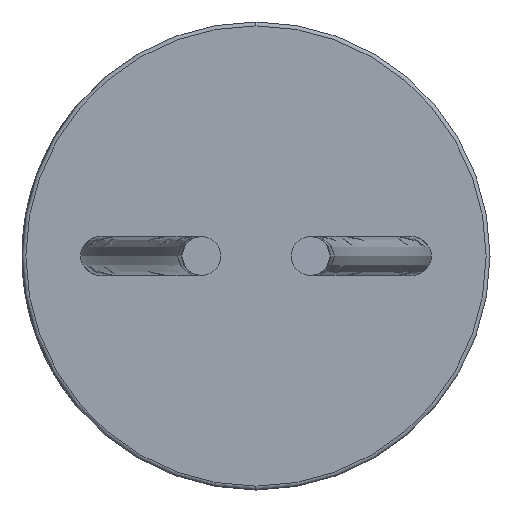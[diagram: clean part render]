
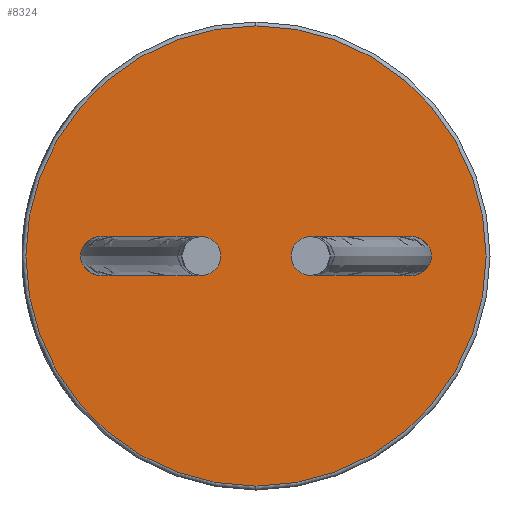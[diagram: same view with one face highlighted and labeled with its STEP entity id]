
A CAD part, left-side view. The second image highlights one B-rep face of the part: STEP entity #8324.
In plain terms, the highlighted planar face has unit normal (-1, 0, 0).
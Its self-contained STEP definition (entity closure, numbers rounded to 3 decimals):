
#8 = DIRECTION ( 'NONE',  ( 0., 0., 1. ) ) ;
#196 = EDGE_LOOP ( 'NONE', ( #10463, #6160 ) ) ;
#536 = DIRECTION ( 'NONE',  ( 0., 0., -1. ) ) ;
#640 = EDGE_CURVE ( 'NONE', #7274, #5364, #10679, .T. ) ;
#749 = CARTESIAN_POINT ( 'NONE',  ( -9., 0., 0. ) ) ;
#779 = CARTESIAN_POINT ( 'NONE',  ( -9., 0., 0. ) ) ;
#1263 = VERTEX_POINT ( 'NONE', #1706 ) ;
#1401 = AXIS2_PLACEMENT_3D ( 'NONE', #1641, #11745, #13000 ) ;
#1641 = CARTESIAN_POINT ( 'NONE',  ( -9., -2., 0. ) ) ;
#1696 = DIRECTION ( 'NONE',  ( -1., 0., 0. ) ) ;
#1706 = CARTESIAN_POINT ( 'NONE',  ( -9., -2., -0.25 ) ) ;
#1738 = EDGE_CURVE ( 'NONE', #5364, #7274, #8172, .T. ) ;
#1757 = DIRECTION ( 'NONE',  ( -1., 0., 0. ) ) ;
#2112 = CARTESIAN_POINT ( 'NONE',  ( -9., 0., -2.95 ) ) ;
#2150 = CARTESIAN_POINT ( 'NONE',  ( -9., 2., 0. ) ) ;
#2227 = DIRECTION ( 'NONE',  ( 0., 0., -1. ) ) ;
#3556 = CIRCLE ( 'NONE', #10752, 0.25 ) ;
#3899 = VERTEX_POINT ( 'NONE', #11683 ) ;
#3927 = FACE_OUTER_BOUND ( 'NONE', #196, .T. ) ;
#4105 = DIRECTION ( 'NONE',  ( -1., 0., 0. ) ) ;
#4644 = EDGE_CURVE ( 'NONE', #7570, #3899, #11129, .T. ) ;
#4944 = DIRECTION ( 'NONE',  ( 0., 0., -1. ) ) ;
#5037 = FACE_BOUND ( 'NONE', #12040, .T. ) ;
#5072 = EDGE_CURVE ( 'NONE', #1263, #11435, #10901, .T. ) ;
#5107 = DIRECTION ( 'NONE',  ( 0., 0., -1. ) ) ;
#5364 = VERTEX_POINT ( 'NONE', #10103 ) ;
#6011 = DIRECTION ( 'NONE',  ( -1., 0., 0. ) ) ;
#6050 = DIRECTION ( 'NONE',  ( 0., 0., -1. ) ) ;
#6160 = ORIENTED_EDGE ( 'NONE', *, *, #1738, .T. ) ;
#6231 = PLANE ( 'NONE',  #12831 ) ;
#6301 = FACE_BOUND ( 'NONE', #6455, .T. ) ;
#6455 = EDGE_LOOP ( 'NONE', ( #12174, #8677 ) ) ;
#6672 = DIRECTION ( 'NONE',  ( 1., 0., 0. ) ) ;
#6832 = CARTESIAN_POINT ( 'NONE',  ( -9., 2., 0.25 ) ) ;
#7274 = VERTEX_POINT ( 'NONE', #2112 ) ;
#7524 = CIRCLE ( 'NONE', #12818, 0.25 ) ;
#7570 = VERTEX_POINT ( 'NONE', #6832 ) ;
#7871 = ORIENTED_EDGE ( 'NONE', *, *, #12261, .F. ) ;
#8161 = DIRECTION ( 'NONE',  ( -1., 0., 0. ) ) ;
#8172 = CIRCLE ( 'NONE', #11859, 2.95 ) ;
#8324 = ADVANCED_FACE ( 'NONE', ( #6301, #5037, #3927 ), #6231, .F. ) ;
#8677 = ORIENTED_EDGE ( 'NONE', *, *, #9774, .F. ) ;
#8840 = AXIS2_PLACEMENT_3D ( 'NONE', #11050, #6011, #4944 ) ;
#9774 = EDGE_CURVE ( 'NONE', #3899, #7570, #7524, .T. ) ;
#9831 = CARTESIAN_POINT ( 'NONE',  ( -9., 0., 0. ) ) ;
#10001 = CARTESIAN_POINT ( 'NONE',  ( -9., -2., 0.25 ) ) ;
#10103 = CARTESIAN_POINT ( 'NONE',  ( -9., 0., 2.95 ) ) ;
#10322 = ORIENTED_EDGE ( 'NONE', *, *, #5072, .F. ) ;
#10463 = ORIENTED_EDGE ( 'NONE', *, *, #640, .T. ) ;
#10530 = CARTESIAN_POINT ( 'NONE',  ( -9., -2., 0. ) ) ;
#10679 = CIRCLE ( 'NONE', #11073, 2.95 ) ;
#10752 = AXIS2_PLACEMENT_3D ( 'NONE', #10530, #1696, #8 ) ;
#10901 = CIRCLE ( 'NONE', #1401, 0.25 ) ;
#11050 = CARTESIAN_POINT ( 'NONE',  ( -9., 2., 0. ) ) ;
#11073 = AXIS2_PLACEMENT_3D ( 'NONE', #779, #8161, #6050 ) ;
#11129 = CIRCLE ( 'NONE', #8840, 0.25 ) ;
#11435 = VERTEX_POINT ( 'NONE', #10001 ) ;
#11683 = CARTESIAN_POINT ( 'NONE',  ( -9., 2., -0.25 ) ) ;
#11745 = DIRECTION ( 'NONE',  ( -1., 0., 0. ) ) ;
#11859 = AXIS2_PLACEMENT_3D ( 'NONE', #9831, #4105, #2227 ) ;
#12040 = EDGE_LOOP ( 'NONE', ( #7871, #10322 ) ) ;
#12174 = ORIENTED_EDGE ( 'NONE', *, *, #4644, .F. ) ;
#12261 = EDGE_CURVE ( 'NONE', #11435, #1263, #3556, .T. ) ;
#12818 = AXIS2_PLACEMENT_3D ( 'NONE', #2150, #1757, #5107 ) ;
#12831 = AXIS2_PLACEMENT_3D ( 'NONE', #749, #6672, #536 ) ;
#13000 = DIRECTION ( 'NONE',  ( 0., 0., 1. ) ) ;
